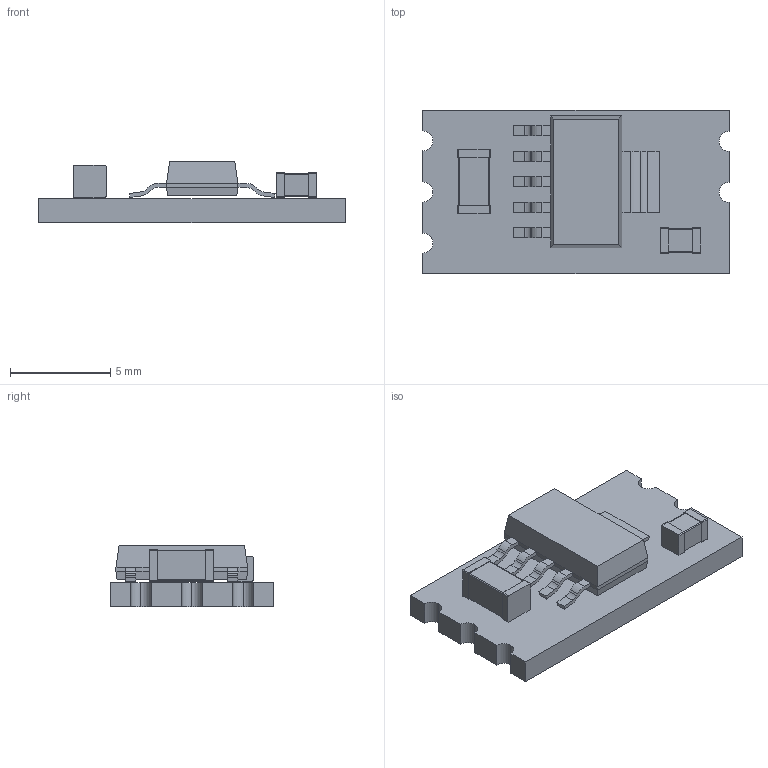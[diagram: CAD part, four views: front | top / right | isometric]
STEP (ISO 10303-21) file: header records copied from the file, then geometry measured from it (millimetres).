
FILE_DESCRIPTION(('KiCad electronic assembly'),'2;1');
FILE_NAME('mcp1793_board_vcut.step','2022-09-07T23:24:24',('Pcbnew'),( 'Kicad'),'Open CASCADE STEP processor 7.6','KiCad to STEP converter' ,'Unknown');
FILE_SCHEMA(('AUTOMOTIVE_DESIGN { 1 0 10303 214 1 1 1 1 }'));
Length unit declared in the file: millimetre
Products named in the file (8): mcp1793_board_vcut 1; C_0805_2012Metric; SOLID; C_1206_3216Metric; User Library-SOT-223-6; _autosave-mcp1793_board PCB
Assembly tree (7 placements, depth 3):
  mcp1793_board_vcut 1
    C_0805_2012Metric
      SOLID
    C_1206_3216Metric
      SOLID
    User Library-SOT-223-6
      SOLID
    _autosave-mcp1793_board PCB
Bounding box: 15.24 x 8.13 x 3.05 mm (x, y, z)
Volume: 196.6 mm3; surface area: 444.2 mm2
Topology: 4 solids, 4 shells, 173 faces, 451 edges, 290 vertices
Faces by surface type: bspline 154, plane 11, cylinder 8
Entity records: 11340 total; most frequent: CARTESIAN_POINT 4082, B_SPLINE_CURVE_WITH_KNOTS 1028, ORIENTED_EDGE 902, PCURVE 902, DEFINITIONAL_REPRESENTATION 902, EDGE_CURVE 451, SURFACE_CURVE 451, VERTEX_POINT 290
